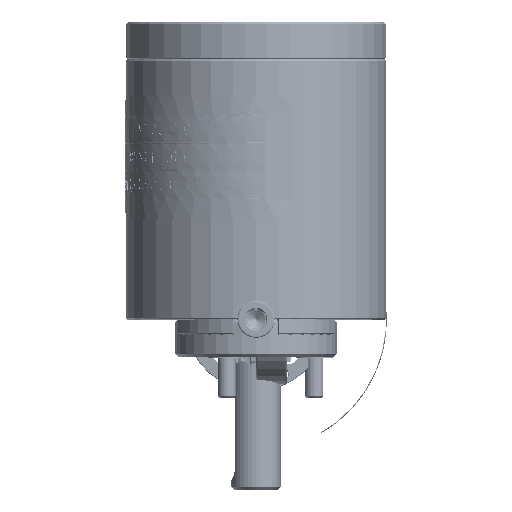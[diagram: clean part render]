
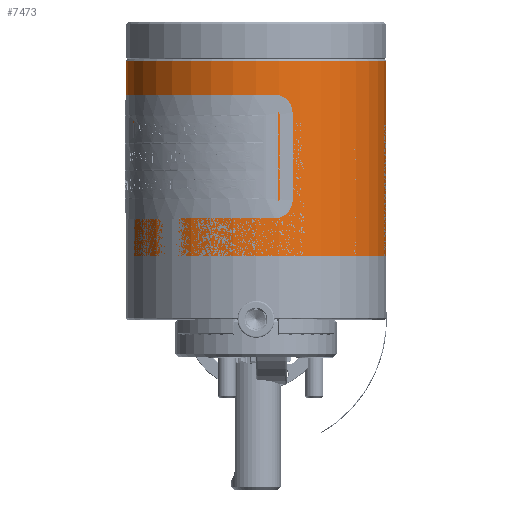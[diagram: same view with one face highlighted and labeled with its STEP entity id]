
A CAD part, top view. The second image highlights one B-rep face of the part: STEP entity #7473.
In plain terms, the highlighted cylindrical face has radius 21 mm (diameter 42 mm), a full revolution.
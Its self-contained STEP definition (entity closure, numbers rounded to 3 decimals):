
#1687 = EDGE_CURVE('',#1688,#1688,#1690,.T.);
#1688 = VERTEX_POINT('',#1689);
#1689 = CARTESIAN_POINT('',(0.,41.75,21.));
#1690 = CIRCLE('',#1691,21.);
#1691 = AXIS2_PLACEMENT_3D('',#1692,#1693,#1694);
#1692 = CARTESIAN_POINT('',(0.,41.75,0.));
#1693 = DIRECTION('',(0.,1.,0.));
#1694 = DIRECTION('',(0.,0.,1.));
#7473 = ADVANCED_FACE('',(#7474),#7492,.T.);
#7474 = FACE_BOUND('',#7475,.T.);
#7475 = EDGE_LOOP('',(#7476,#7485,#7490,#7491));
#7476 = ORIENTED_EDGE('',*,*,#7477,.T.);
#7477 = EDGE_CURVE('',#7478,#7478,#7480,.T.);
#7478 = VERTEX_POINT('',#7479);
#7479 = CARTESIAN_POINT('',(0.,10.25,21.));
#7480 = CIRCLE('',#7481,21.);
#7481 = AXIS2_PLACEMENT_3D('',#7482,#7483,#7484);
#7482 = CARTESIAN_POINT('',(0.,10.25,0.));
#7483 = DIRECTION('',(0.,1.,0.));
#7484 = DIRECTION('',(0.,0.,1.));
#7485 = ORIENTED_EDGE('',*,*,#7486,.T.);
#7486 = EDGE_CURVE('',#7478,#1688,#7487,.T.);
#7487 = B_SPLINE_CURVE_WITH_KNOTS('',1,(#7488,#7489),.UNSPECIFIED.,.F.,
  .F.,(2,2),(-31.75,-0.25),.PIECEWISE_BEZIER_KNOTS.);
#7488 = CARTESIAN_POINT('',(0.,10.25,21.));
#7489 = CARTESIAN_POINT('',(0.,41.75,21.));
#7490 = ORIENTED_EDGE('',*,*,#1687,.F.);
#7491 = ORIENTED_EDGE('',*,*,#7486,.F.);
#7492 = CYLINDRICAL_SURFACE('',#7493,21.);
#7493 = AXIS2_PLACEMENT_3D('',#7494,#7495,#7496);
#7494 = CARTESIAN_POINT('',(0.,42.,0.));
#7495 = DIRECTION('',(0.,1.,0.));
#7496 = DIRECTION('',(0.,0.,-1.));
